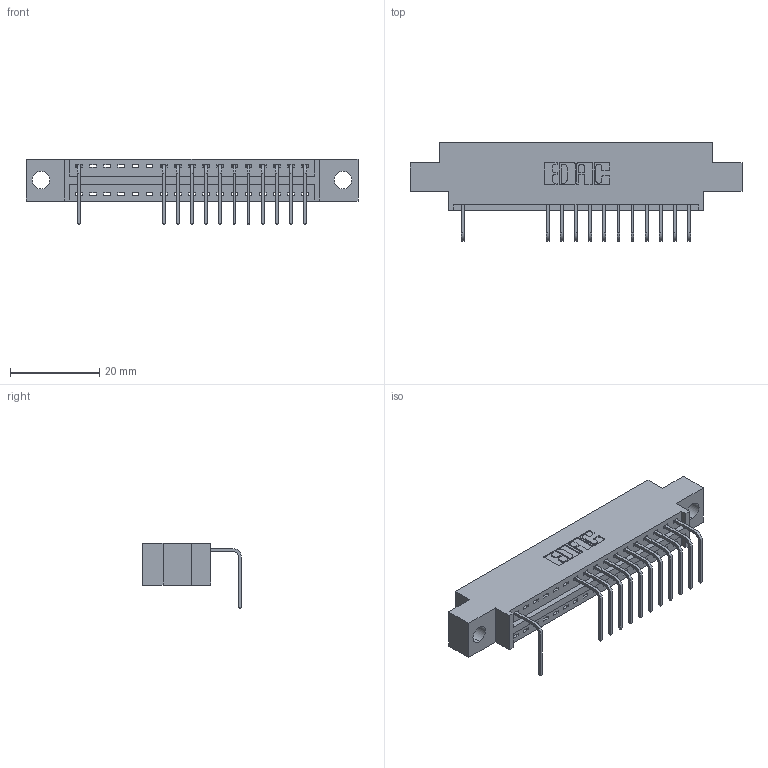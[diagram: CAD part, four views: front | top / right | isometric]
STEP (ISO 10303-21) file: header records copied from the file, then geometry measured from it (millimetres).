
FILE_DESCRIPTION (( 'STEP AP203' ), '1' );
FILE_NAME ('346-017-558-604.STEP', '2018-08-20T06:32:21', ( '' ), ( '' ), 'SwSTEP 2.0', 'SolidWorks 2016', '' );
FILE_SCHEMA (( 'CONFIG_CONTROL_DESIGN' ));
Length unit declared in the file: inch
Products named in the file (3): 345-292-001_558 Tail - 2; 346-017-558-604; 346 Part_0.170 Offset - 0.156 Dia-TH
Assembly tree (13 placements, depth 2):
  346-017-558-604
    346 Part_0.170 Offset - 0.156 Dia-TH
    345-292-001_558 Tail - 2  x12
Bounding box: 74.55 x 22.16 x 14.73 mm (x, y, z)
Volume: 6704.1 mm3; surface area: 8005.6 mm2
Topology: 13 solids, 13 shells, 906 faces, 2735 edges, 1806 vertices
Faces by surface type: plane 634, cylinder 272
Entity records: 13975 total; most frequent: CARTESIAN_POINT 2434, ORIENTED_EDGE 2390, DIRECTION 2171, EDGE_CURVE 1195, VECTOR 995, LINE 995, VERTEX_POINT 794, AXIS2_PLACEMENT_3D 588
